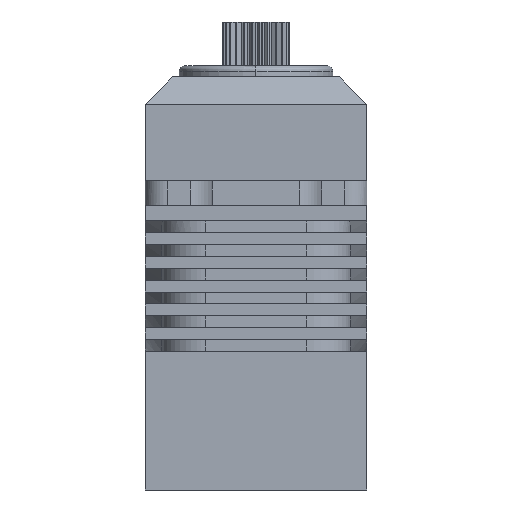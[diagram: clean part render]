
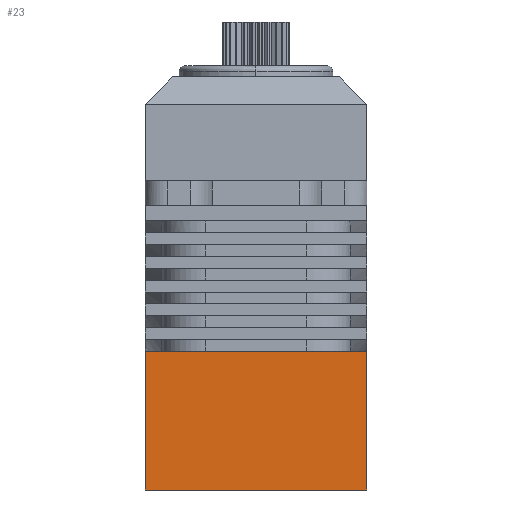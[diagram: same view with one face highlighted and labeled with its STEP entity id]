
A CAD part, left-side view. The second image highlights one B-rep face of the part: STEP entity #23.
In plain terms, the highlighted planar face has unit normal (-1, 0, 0).
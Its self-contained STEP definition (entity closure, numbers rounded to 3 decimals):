
#23=ADVANCED_FACE('',(#288),#4535,.T.);
#288=FACE_OUTER_BOUND('',#553,.T.);
#553=EDGE_LOOP('',(#856,#857,#858,#859));
#856=ORIENTED_EDGE('',*,*,#2779,.T.);
#857=ORIENTED_EDGE('',*,*,#2795,.T.);
#858=ORIENTED_EDGE('',*,*,#2373,.F.);
#859=ORIENTED_EDGE('',*,*,#2367,.T.);
#2367=EDGE_CURVE('',#3915,#4191,#3510,.T.);
#2373=EDGE_CURVE('',#3915,#3921,#3516,.T.);
#2779=EDGE_CURVE('',#4191,#4192,#3768,.T.);
#2795=EDGE_CURVE('',#4192,#3921,#3784,.T.);
#3510=B_SPLINE_CURVE_WITH_KNOTS('',1,(#6502,#6503),.UNSPECIFIED.,.F.,.F.,
(2,2),(329.721,342.341),.UNSPECIFIED.);
#3516=B_SPLINE_CURVE_WITH_KNOTS('',1,(#6514,#6515),.UNSPECIFIED.,.F.,.F.,
(2,2),(13.775,33.975),.UNSPECIFIED.);
#3768=B_SPLINE_CURVE_WITH_KNOTS('',1,(#7582,#7583),.UNSPECIFIED.,.F.,.F.,
(2,2),(292.119,312.319),.UNSPECIFIED.);
#3784=B_SPLINE_CURVE_WITH_KNOTS('',1,(#7630,#7631),.UNSPECIFIED.,.F.,.F.,
(2,2),(-342.341,-329.721),.UNSPECIFIED.);
#3915=VERTEX_POINT('',#5985);
#3921=VERTEX_POINT('',#5991);
#4191=VERTEX_POINT('',#6261);
#4192=VERTEX_POINT('',#6262);
#4535=PLANE('',#4654);
#4654=AXIS2_PLACEMENT_3D('',#4858,#4756,$);
#4756=DIRECTION('',(-1.,0.,0.));
#4858=CARTESIAN_POINT('',(-20.15,-23.875,-25.9));
#5985=CARTESIAN_POINT('',(-20.15,-10.1,-25.9));
#5991=CARTESIAN_POINT('',(-20.15,10.1,-25.9));
#6261=CARTESIAN_POINT('',(-20.15,-10.1,-13.28));
#6262=CARTESIAN_POINT('',(-20.15,10.1,-13.28));
#6502=CARTESIAN_POINT('',(-20.15,-10.1,-25.9));
#6503=CARTESIAN_POINT('',(-20.15,-10.1,-13.28));
#6514=CARTESIAN_POINT('',(-20.15,-10.1,-25.9));
#6515=CARTESIAN_POINT('',(-20.15,10.1,-25.9));
#7582=CARTESIAN_POINT('',(-20.15,-10.1,-13.28));
#7583=CARTESIAN_POINT('',(-20.15,10.1,-13.28));
#7630=CARTESIAN_POINT('',(-20.15,10.1,-13.28));
#7631=CARTESIAN_POINT('',(-20.15,10.1,-25.9));
